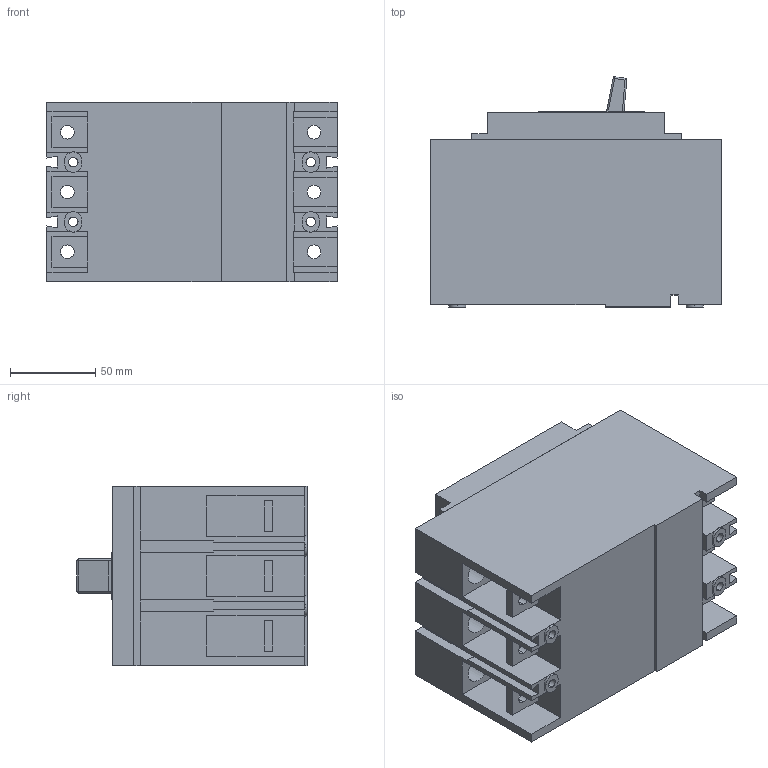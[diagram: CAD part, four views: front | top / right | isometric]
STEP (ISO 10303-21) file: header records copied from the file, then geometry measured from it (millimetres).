
FILE_DESCRIPTION (( 'STEP AP214' ), '1' );
FILE_NAME ('Âûêëþ÷àòåëü àâòîìàòè÷åñêèé ÂÀ-99 250.STEP', '2018-03-06T10:54:13', ( '' ), ( '' ), 'SwSTEP 2.0', 'SolidWorks 2017', '' );
FILE_SCHEMA (( 'AUTOMOTIVE_DESIGN' ));
Length unit declared in the file: millimetre
Products named in the file (1): Âûêëþ÷àòåëü àâòîìàòè÷åñêèé ÂÀ-99 250
Bounding box: 170 x 134.88 x 105 mm (x, y, z)
Volume: 1640141.7 mm3; surface area: 172892.7 mm2
Topology: 8 solids, 8 shells, 416 faces, 1072 edges, 700 vertices
Faces by surface type: plane 281, cylinder 74, bspline 55, sphere 6
Entity records: 15946 total; most frequent: CARTESIAN_POINT 4138, ORIENTED_EDGE 2136, DIRECTION 1842, EDGE_CURVE 1068, VECTOR 782, LINE 782, VERTEX_POINT 698, AXIS2_PLACEMENT_3D 530
